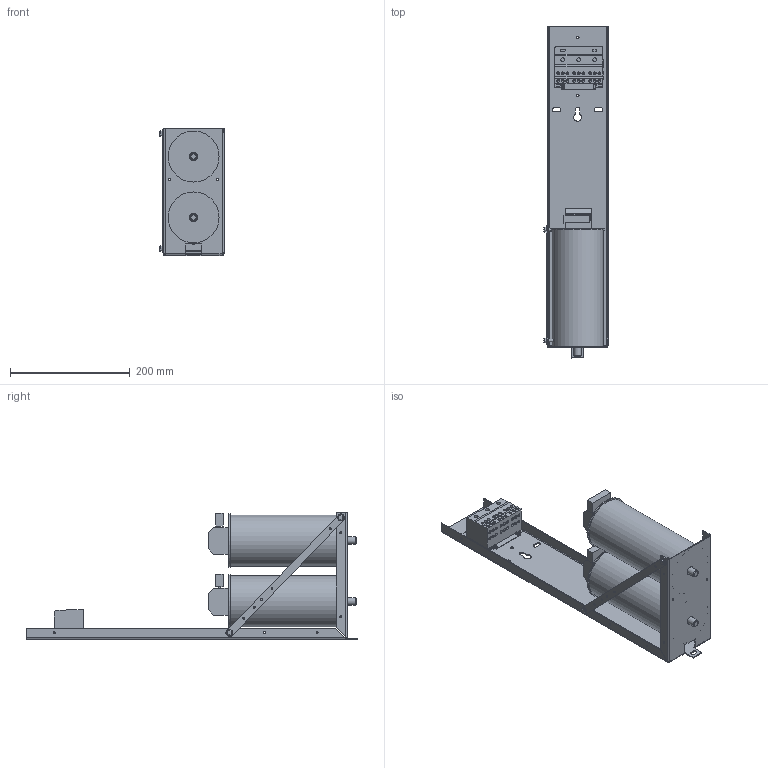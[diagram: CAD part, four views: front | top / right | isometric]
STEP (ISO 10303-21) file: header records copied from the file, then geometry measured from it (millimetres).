
FILE_DESCRIPTION(/* description */ (''),/* implementation_level */ '2;1');
FILE_NAME(/* name */ 'KPCUL020A64.stp',/* time_stamp */ '2020-03-10T15:30:59-05:00',/* author */ ('jnelson'),/* organization */ (''),/* preprocessor_version */ 'ST-DEVELOPER v17',/* originating_system */ 'Autodesk Inventor 2019',/* authorisation */ '');
FILE_SCHEMA (('AUTOMOTIVE_DESIGN { 1 0 10303 214 3 1 1 }'));
Length unit declared in the file: inch
Products named in the file (12): KPCUL020A64; 2 CAP HOLE TRAY ALTECH 38073 (27934); 27791-A; 27938; 27937; 25441; 28065; 27934; 27607; 10KVAR; ASC TERM BLOCK; bleeder resistor
Assembly tree (14 placements, depth 3):
  KPCUL020A64
    2 CAP HOLE TRAY ALTECH 38073 (27934)
      27791-A
      27938  x2
      27937
      25441  x2
      28065
      27934
    27607  x2
      10KVAR
      ASC TERM BLOCK
      bleeder resistor
Bounding box: 106.87 x 553.72 x 211.84 mm (x, y, z)
Volume: 2649830.9 mm3; surface area: 428681 mm2
Topology: 18 solids, 18 shells, 851 faces, 2354 edges, 1578 vertices
Faces by surface type: plane 522, cylinder 225, bspline 96, torus 6, cone 2
Full cylindrical faces by diameter (mm): 2.54 x6, 3.251 x12, 3.556 x9, 4.572 x36, 4.597 x2, 4.699 x12, 4.724 x2, 4.801 x4, 5.08 x18, 6.35 x8, 6.604 x3, 11.176 x3, 11.989 x2, 14.224 x2, 85.09 x4, 89.154 x2
Entity records: 23946 total; most frequent: CARTESIAN_POINT 7822, ORIENTED_EDGE 3420, DIRECTION 2860, EDGE_CURVE 1710, VERTEX_POINT 1150, LINE 1004, VECTOR 1004, AXIS2_PLACEMENT_3D 928
